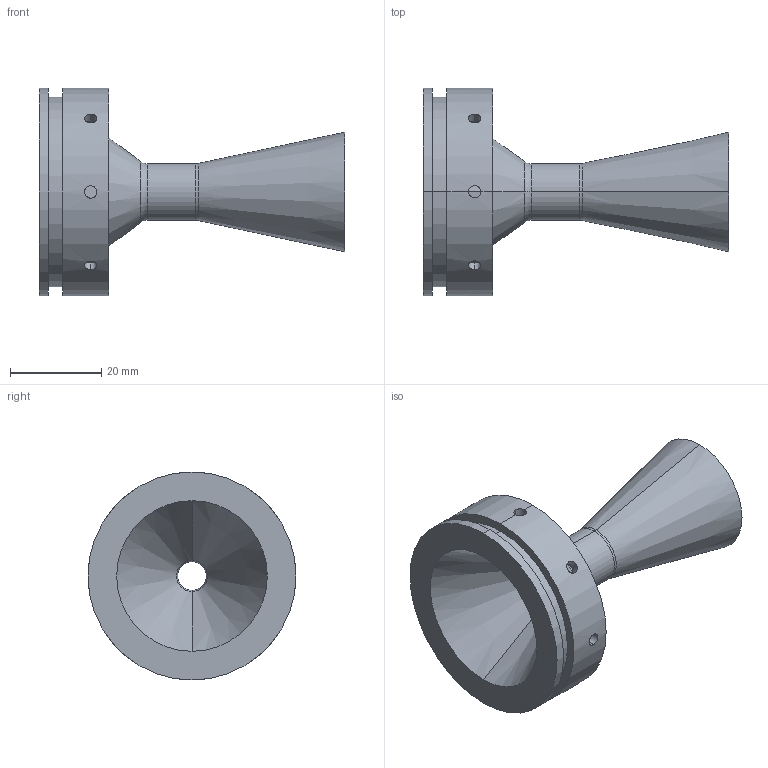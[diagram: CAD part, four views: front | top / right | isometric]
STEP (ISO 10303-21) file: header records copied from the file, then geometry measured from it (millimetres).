
FILE_DESCRIPTION (( 'STEP AP203' ), '1' );
FILE_NAME ('Epoch Nozzle.STEP', '2020-12-31T15:25:09', ( '' ), ( '' ), 'SwSTEP 2.0', 'SolidWorks 2020', '' );
FILE_SCHEMA (( 'CONFIG_CONTROL_DESIGN' ));
Length unit declared in the file: inch
Products named in the file (1): Epoch Nozzle
Bounding box: 67.13 x 45.67 x 45.67 mm (x, y, z)
Volume: 18123.6 mm3; surface area: 12479.5 mm2
Topology: 1 solids, 1 shells, 52 faces, 132 edges, 82 vertices
Faces by surface type: cylinder 28, torus 10, cone 8, plane 6
Entity records: 2343 total; most frequent: CARTESIAN_POINT 1011, ORIENTED_EDGE 264, DIRECTION 250, EDGE_CURVE 132, AXIS2_PLACEMENT_3D 105, VERTEX_POINT 82, EDGE_LOOP 70, ADVANCED_FACE 52
